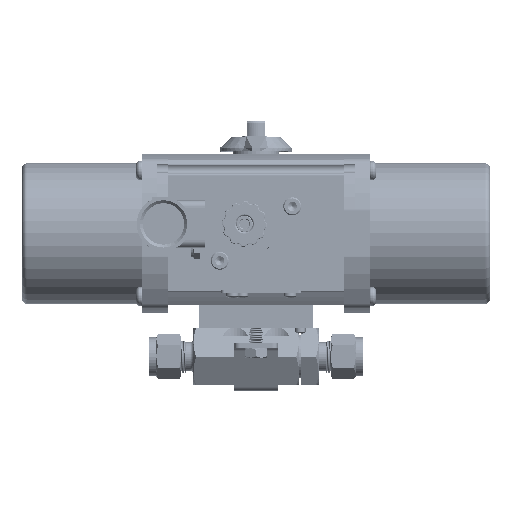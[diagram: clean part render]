
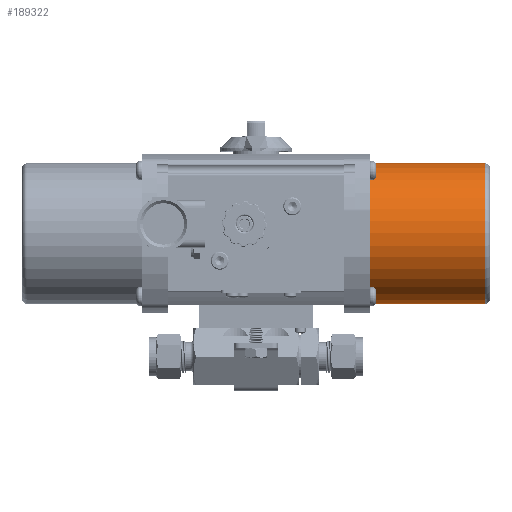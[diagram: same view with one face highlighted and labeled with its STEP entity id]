
A CAD part, top view. The second image highlights one B-rep face of the part: STEP entity #189322.
In plain terms, the highlighted cylindrical face has radius 30.963 mm (diameter 61.925 mm), a partial arc.
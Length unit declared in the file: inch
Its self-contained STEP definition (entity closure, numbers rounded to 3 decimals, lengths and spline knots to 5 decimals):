
#935 = VERTEX_POINT ( 'NONE', #78734 ) ;
#5612 = ORIENTED_EDGE ( 'NONE', *, *, #59167, .T. ) ;
#9165 = DIRECTION ( 'NONE',  ( -1., 0., 0. ) ) ;
#9749 = VECTOR ( 'NONE', #154804, 39.37008 ) ;
#15352 = LINE ( 'NONE', #86420, #166178 ) ;
#16707 = CIRCLE ( 'NONE', #189430, 1.219 ) ;
#23555 = EDGE_LOOP ( 'NONE', ( #159311, #5612, #33137, #170182 ) ) ;
#24251 = DIRECTION ( 'NONE',  ( 0., 1., 0. ) ) ;
#33137 = ORIENTED_EDGE ( 'NONE', *, *, #154623, .T. ) ;
#38976 = CARTESIAN_POINT ( 'NONE',  ( 1.8575, 2.136, 0. ) ) ;
#41565 = DIRECTION ( 'NONE',  ( -1., 0., 0. ) ) ;
#43202 = CARTESIAN_POINT ( 'NONE',  ( 1.8575, 0.917, 0. ) ) ;
#53512 = VERTEX_POINT ( 'NONE', #63847 ) ;
#54177 = DIRECTION ( 'NONE',  ( 0., -1., 0. ) ) ;
#54893 = CARTESIAN_POINT ( 'NONE',  ( 3.9725, 2.136, 0. ) ) ;
#58208 = CIRCLE ( 'NONE', #121447, 1.219 ) ;
#59167 = EDGE_CURVE ( 'NONE', #62846, #935, #58208, .T. ) ;
#62846 = VERTEX_POINT ( 'NONE', #172316 ) ;
#63847 = CARTESIAN_POINT ( 'NONE',  ( 1.8575, 3.355, 0. ) ) ;
#70121 = DIRECTION ( 'NONE',  ( 0., -1., 0. ) ) ;
#78734 = CARTESIAN_POINT ( 'NONE',  ( 3.9725, 3.355, 0. ) ) ;
#85434 = EDGE_CURVE ( 'NONE', #53512, #130631, #16707, .T. ) ;
#86420 = CARTESIAN_POINT ( 'NONE',  ( 1.7145, 3.355, 0. ) ) ;
#115370 = FACE_OUTER_BOUND ( 'NONE', #23555, .T. ) ;
#121447 = AXIS2_PLACEMENT_3D ( 'NONE', #54893, #160198, #70121 ) ;
#124545 = CARTESIAN_POINT ( 'NONE',  ( 1.7145, 0.917, 0. ) ) ;
#129688 = CARTESIAN_POINT ( 'NONE',  ( 1.7145, 2.136, 0. ) ) ;
#130631 = VERTEX_POINT ( 'NONE', #43202 ) ;
#134100 = EDGE_CURVE ( 'NONE', #62846, #130631, #174794, .T. ) ;
#144299 = DIRECTION ( 'NONE',  ( 1., 0., 0. ) ) ;
#154623 = EDGE_CURVE ( 'NONE', #935, #53512, #15352, .T. ) ;
#154804 = DIRECTION ( 'NONE',  ( -1., 0., 0. ) ) ;
#159311 = ORIENTED_EDGE ( 'NONE', *, *, #134100, .F. ) ;
#160198 = DIRECTION ( 'NONE',  ( -1., 0., 0. ) ) ;
#166178 = VECTOR ( 'NONE', #41565, 39.37008 ) ;
#167579 = AXIS2_PLACEMENT_3D ( 'NONE', #129688, #9165, #24251 ) ;
#170182 = ORIENTED_EDGE ( 'NONE', *, *, #85434, .T. ) ;
#172316 = CARTESIAN_POINT ( 'NONE',  ( 3.9725, 0.917, 0. ) ) ;
#174794 = LINE ( 'NONE', #124545, #9749 ) ;
#189322 = ADVANCED_FACE ( 'NONE', ( #115370 ), #190763, .T. ) ;
#189430 = AXIS2_PLACEMENT_3D ( 'NONE', #38976, #144299, #54177 ) ;
#190763 = CYLINDRICAL_SURFACE ( 'NONE', #167579, 1.219 ) ;
